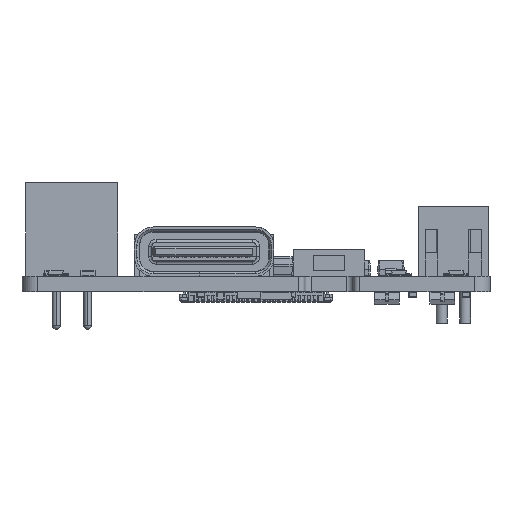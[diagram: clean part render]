
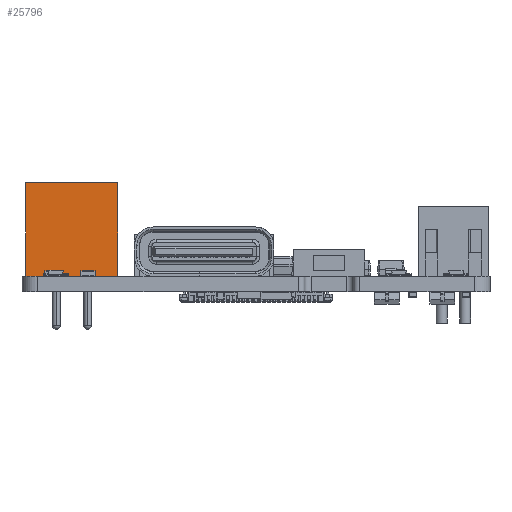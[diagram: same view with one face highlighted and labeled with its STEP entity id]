
A CAD part, left-side view. The second image highlights one B-rep face of the part: STEP entity #25796.
In plain terms, the highlighted face is planar.
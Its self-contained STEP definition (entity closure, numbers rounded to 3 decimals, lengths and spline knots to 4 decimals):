
#17369=FACE_OUTER_BOUND('NONE',#20599,.T.);
#20599=EDGE_LOOP('NONE',(#47712,#47722,#47717,#47780));
#22720=PLANE('NONE',#31930);
#25796=ADVANCED_FACE('NONE',(#17369),#22720,.F.);
#31930=AXIS2_PLACEMENT_3D('NONE',#110179,#88443,#88478);
#47712=ORIENTED_EDGE('NONE',*,*,#55902,.T.);
#47717=ORIENTED_EDGE('NONE',*,*,#55891,.F.);
#47722=ORIENTED_EDGE('NONE',*,*,#55882,.F.);
#47780=ORIENTED_EDGE('NONE',*,*,#55894,.T.);
#55882=EDGE_CURVE('NONE',#73379,#73342,#68216,.T.);
#55891=EDGE_CURVE('NONE',#73343,#73379,#68180,.T.);
#55894=EDGE_CURVE('NONE',#73343,#73351,#68229,.T.);
#55902=EDGE_CURVE('NONE',#73351,#73342,#68189,.T.);
#62037=VECTOR('NONE',#88504,1000.);
#62061=VECTOR('NONE',#88546,1000.);
#62063=VECTOR('NONE',#88403,1000.);
#62066=VECTOR('NONE',#88420,1000.);
#68180=LINE('NONE',#110112,#62037);
#68189=LINE('NONE',#110119,#62063);
#68216=LINE('NONE',#110048,#62061);
#68229=LINE('NONE',#110204,#62066);
#73342=VERTEX_POINT('NONE',#110130);
#73343=VERTEX_POINT('NONE',#110174);
#73351=VERTEX_POINT('NONE',#110136);
#73379=VERTEX_POINT('NONE',#110111);
#88403=DIRECTION('NONE',(1.,0.,0.));
#88420=DIRECTION('NONE',(0.,-1.,0.));
#88443=DIRECTION('NONE',(0.,0.,-1.));
#88478=DIRECTION('NONE',(-1.,0.,0.));
#88504=DIRECTION('NONE',(1.,0.,0.));
#88546=DIRECTION('NONE',(0.,-1.,0.));
#110048=CARTESIAN_POINT('NONE',(2.95,6.,2.25));
#110111=CARTESIAN_POINT('NONE',(2.95,6.,2.25));
#110112=CARTESIAN_POINT('NONE',(-2.95,6.,2.25));
#110119=CARTESIAN_POINT('NONE',(-2.95,0.,2.25));
#110130=CARTESIAN_POINT('NONE',(2.95,0.,2.25));
#110136=CARTESIAN_POINT('NONE',(-2.95,0.,2.25));
#110174=CARTESIAN_POINT('NONE',(-2.95,6.,2.25));
#110179=CARTESIAN_POINT('NONE',(-2.95,6.,2.25));
#110204=CARTESIAN_POINT('NONE',(-2.95,6.,2.25));
